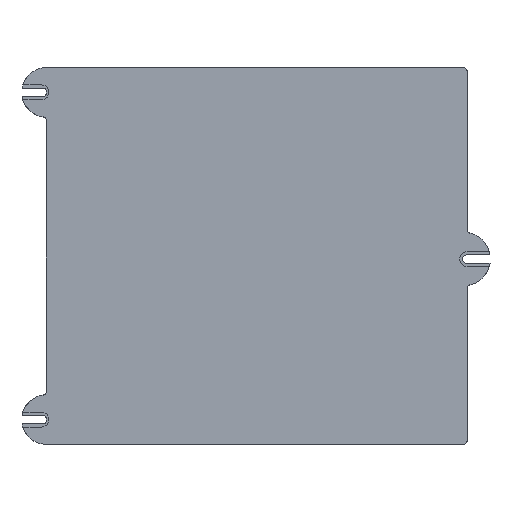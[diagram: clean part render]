
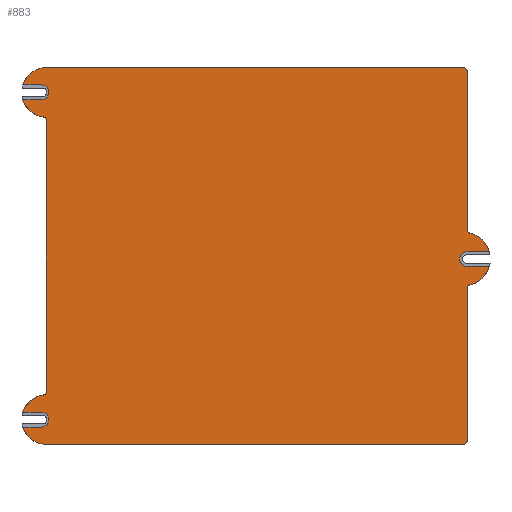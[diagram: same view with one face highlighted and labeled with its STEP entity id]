
A CAD part, top view. The second image highlights one B-rep face of the part: STEP entity #883.
In plain terms, the highlighted planar face has unit normal (0, 0, 1).
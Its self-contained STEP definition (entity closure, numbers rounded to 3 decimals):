
#15=CIRCLE('',#918,3.);
#23=CIRCLE('',#932,10.);
#25=CIRCLE('',#937,3.);
#33=CIRCLE('',#951,10.004);
#35=CIRCLE('',#956,3.);
#41=CIRCLE('',#967,10.798);
#43=CIRCLE('',#970,1.5);
#45=CIRCLE('',#974,10.);
#46=CIRCLE('',#975,1.5);
#47=CIRCLE('',#976,10.798);
#48=CIRCLE('',#977,1.5);
#49=CIRCLE('',#978,1.5);
#50=CIRCLE('',#979,10.004);
#51=CIRCLE('',#980,1.5);
#52=CIRCLE('',#981,1.5);
#109=FACE_OUTER_BOUND('',#155,.T.);
#155=EDGE_LOOP('',(#699,#700,#701,#702,#703,#704,#705,#706,#707,#708,#709,
#710,#711,#712,#713,#714,#715,#716,#717,#718,#719,#720,#721,#722,#723,#724,
#725,#726));
#173=LINE('',#1283,#259);
#177=LINE('',#1292,#263);
#192=LINE('',#1342,#278);
#196=LINE('',#1351,#282);
#211=LINE('',#1401,#297);
#215=LINE('',#1410,#301);
#230=LINE('',#1460,#316);
#233=LINE('',#1467,#319);
#234=LINE('',#1469,#320);
#235=LINE('',#1476,#321);
#236=LINE('',#1478,#322);
#237=LINE('',#1481,#323);
#238=LINE('',#1487,#324);
#259=VECTOR('',#1011,10.);
#263=VECTOR('',#1017,10.);
#278=VECTOR('',#1068,10.);
#282=VECTOR('',#1074,10.);
#297=VECTOR('',#1125,10.);
#301=VECTOR('',#1131,10.);
#316=VECTOR('',#1182,10.);
#319=VECTOR('',#1189,10.);
#320=VECTOR('',#1190,10.);
#321=VECTOR('',#1197,10.);
#322=VECTOR('',#1198,10.);
#323=VECTOR('',#1201,10.);
#324=VECTOR('',#1206,10.);
#345=VERTEX_POINT('',#1281);
#346=VERTEX_POINT('',#1282);
#349=VERTEX_POINT('',#1290);
#350=VERTEX_POINT('',#1291);
#364=VERTEX_POINT('',#1334);
#366=VERTEX_POINT('',#1340);
#367=VERTEX_POINT('',#1341);
#370=VERTEX_POINT('',#1349);
#371=VERTEX_POINT('',#1350);
#385=VERTEX_POINT('',#1393);
#387=VERTEX_POINT('',#1399);
#388=VERTEX_POINT('',#1400);
#391=VERTEX_POINT('',#1408);
#392=VERTEX_POINT('',#1409);
#403=VERTEX_POINT('',#1444);
#405=VERTEX_POINT('',#1450);
#406=VERTEX_POINT('',#1451);
#409=VERTEX_POINT('',#1459);
#411=VERTEX_POINT('',#1466);
#412=VERTEX_POINT('',#1468);
#413=VERTEX_POINT('',#1471);
#414=VERTEX_POINT('',#1473);
#415=VERTEX_POINT('',#1475);
#416=VERTEX_POINT('',#1477);
#417=VERTEX_POINT('',#1479);
#418=VERTEX_POINT('',#1482);
#419=VERTEX_POINT('',#1484);
#420=VERTEX_POINT('',#1486);
#433=EDGE_CURVE('',#345,#346,#173,.T.);
#437=EDGE_CURVE('',#349,#350,#177,.T.);
#441=EDGE_CURVE('',#346,#349,#15,.T.);
#459=EDGE_CURVE('',#364,#345,#23,.T.);
#462=EDGE_CURVE('',#366,#367,#192,.T.);
#466=EDGE_CURVE('',#370,#371,#196,.T.);
#470=EDGE_CURVE('',#367,#370,#25,.T.);
#488=EDGE_CURVE('',#385,#366,#33,.T.);
#491=EDGE_CURVE('',#387,#388,#211,.T.);
#495=EDGE_CURVE('',#391,#392,#215,.T.);
#499=EDGE_CURVE('',#388,#391,#35,.T.);
#513=EDGE_CURVE('',#403,#387,#41,.T.);
#516=EDGE_CURVE('',#405,#406,#43,.T.);
#520=EDGE_CURVE('',#409,#406,#230,.T.);
#523=EDGE_CURVE('',#350,#409,#45,.T.);
#524=EDGE_CURVE('',#405,#411,#233,.T.);
#525=EDGE_CURVE('',#411,#412,#234,.T.);
#526=EDGE_CURVE('',#403,#412,#46,.T.);
#527=EDGE_CURVE('',#392,#413,#47,.T.);
#528=EDGE_CURVE('',#414,#413,#48,.T.);
#529=EDGE_CURVE('',#414,#415,#235,.T.);
#530=EDGE_CURVE('',#415,#416,#236,.T.);
#531=EDGE_CURVE('',#417,#416,#49,.T.);
#532=EDGE_CURVE('',#417,#385,#237,.T.);
#533=EDGE_CURVE('',#371,#418,#50,.T.);
#534=EDGE_CURVE('',#419,#418,#51,.T.);
#535=EDGE_CURVE('',#419,#420,#238,.T.);
#536=EDGE_CURVE('',#364,#420,#52,.T.);
#699=ORIENTED_EDGE('',*,*,#437,.T.);
#700=ORIENTED_EDGE('',*,*,#523,.T.);
#701=ORIENTED_EDGE('',*,*,#520,.T.);
#702=ORIENTED_EDGE('',*,*,#516,.F.);
#703=ORIENTED_EDGE('',*,*,#524,.T.);
#704=ORIENTED_EDGE('',*,*,#525,.T.);
#705=ORIENTED_EDGE('',*,*,#526,.F.);
#706=ORIENTED_EDGE('',*,*,#513,.T.);
#707=ORIENTED_EDGE('',*,*,#491,.T.);
#708=ORIENTED_EDGE('',*,*,#499,.T.);
#709=ORIENTED_EDGE('',*,*,#495,.T.);
#710=ORIENTED_EDGE('',*,*,#527,.T.);
#711=ORIENTED_EDGE('',*,*,#528,.F.);
#712=ORIENTED_EDGE('',*,*,#529,.T.);
#713=ORIENTED_EDGE('',*,*,#530,.T.);
#714=ORIENTED_EDGE('',*,*,#531,.F.);
#715=ORIENTED_EDGE('',*,*,#532,.T.);
#716=ORIENTED_EDGE('',*,*,#488,.T.);
#717=ORIENTED_EDGE('',*,*,#462,.T.);
#718=ORIENTED_EDGE('',*,*,#470,.T.);
#719=ORIENTED_EDGE('',*,*,#466,.T.);
#720=ORIENTED_EDGE('',*,*,#533,.T.);
#721=ORIENTED_EDGE('',*,*,#534,.F.);
#722=ORIENTED_EDGE('',*,*,#535,.T.);
#723=ORIENTED_EDGE('',*,*,#536,.F.);
#724=ORIENTED_EDGE('',*,*,#459,.T.);
#725=ORIENTED_EDGE('',*,*,#433,.T.);
#726=ORIENTED_EDGE('',*,*,#441,.T.);
#845=PLANE('',#973);
#883=ADVANCED_FACE('',(#109),#845,.T.);
#918=AXIS2_PLACEMENT_3D('',#1299,#1023,#1024);
#932=AXIS2_PLACEMENT_3D('',#1335,#1061,#1062);
#937=AXIS2_PLACEMENT_3D('',#1358,#1080,#1081);
#951=AXIS2_PLACEMENT_3D('',#1394,#1118,#1119);
#956=AXIS2_PLACEMENT_3D('',#1417,#1137,#1138);
#967=AXIS2_PLACEMENT_3D('',#1445,#1167,#1168);
#970=AXIS2_PLACEMENT_3D('',#1452,#1174,#1175);
#973=AXIS2_PLACEMENT_3D('',#1464,#1185,#1186);
#974=AXIS2_PLACEMENT_3D('',#1465,#1187,#1188);
#975=AXIS2_PLACEMENT_3D('',#1470,#1191,#1192);
#976=AXIS2_PLACEMENT_3D('',#1472,#1193,#1194);
#977=AXIS2_PLACEMENT_3D('',#1474,#1195,#1196);
#978=AXIS2_PLACEMENT_3D('',#1480,#1199,#1200);
#979=AXIS2_PLACEMENT_3D('',#1483,#1202,#1203);
#980=AXIS2_PLACEMENT_3D('',#1485,#1204,#1205);
#981=AXIS2_PLACEMENT_3D('',#1488,#1207,#1208);
#1011=DIRECTION('',(1.,0.,0.));
#1017=DIRECTION('',(-1.,0.,0.));
#1023=DIRECTION('center_axis',(0.,0.,-1.));
#1024=DIRECTION('ref_axis',(-1.,0.,0.));
#1061=DIRECTION('center_axis',(0.,0.,1.));
#1062=DIRECTION('ref_axis',(0.,1.,0.));
#1068=DIRECTION('',(1.,0.,0.));
#1074=DIRECTION('',(-1.,0.,0.));
#1080=DIRECTION('center_axis',(0.,0.,-1.));
#1081=DIRECTION('ref_axis',(-1.,0.,0.));
#1118=DIRECTION('center_axis',(0.,0.,1.));
#1119=DIRECTION('ref_axis',(0.,1.,0.));
#1125=DIRECTION('',(-1.,0.,0.));
#1131=DIRECTION('',(1.,0.,0.));
#1137=DIRECTION('center_axis',(0.,0.,-1.));
#1138=DIRECTION('ref_axis',(-1.,0.,0.));
#1167=DIRECTION('center_axis',(0.,0.,1.));
#1168=DIRECTION('ref_axis',(0.16,-0.987,0.));
#1174=DIRECTION('center_axis',(0.,0.,-1.));
#1175=DIRECTION('ref_axis',(0.707,-0.707,0.));
#1182=DIRECTION('',(1.,0.,0.));
#1185=DIRECTION('center_axis',(0.,0.,1.));
#1186=DIRECTION('ref_axis',(1.,0.,0.));
#1187=DIRECTION('center_axis',(0.,0.,1.));
#1188=DIRECTION('ref_axis',(0.,1.,0.));
#1189=DIRECTION('',(0.,1.,0.));
#1190=DIRECTION('',(0.307,0.952,0.));
#1191=DIRECTION('center_axis',(0.,0.,1.));
#1192=DIRECTION('ref_axis',(-0.68,0.733,0.));
#1193=DIRECTION('center_axis',(0.,0.,1.));
#1194=DIRECTION('ref_axis',(0.16,-0.987,0.));
#1195=DIRECTION('center_axis',(0.,0.,1.));
#1196=DIRECTION('ref_axis',(-0.685,-0.729,0.));
#1197=DIRECTION('',(-0.296,0.955,0.));
#1198=DIRECTION('',(0.,1.,0.));
#1199=DIRECTION('center_axis',(0.,0.,-1.));
#1200=DIRECTION('ref_axis',(0.707,0.707,0.));
#1201=DIRECTION('',(-1.,0.,0.));
#1202=DIRECTION('center_axis',(0.,0.,1.));
#1203=DIRECTION('ref_axis',(0.,1.,0.));
#1204=DIRECTION('center_axis',(0.,0.,1.));
#1205=DIRECTION('ref_axis',(0.752,0.659,0.));
#1206=DIRECTION('',(0.,-1.,0.));
#1207=DIRECTION('center_axis',(0.,0.,1.));
#1208=DIRECTION('ref_axis',(0.752,-0.659,0.));
#1281=CARTESIAN_POINT('',(-73.54,-61.998,6.));
#1282=CARTESIAN_POINT('',(-65.969,-61.998,6.));
#1283=CARTESIAN_POINT('',(-26.318,-61.998,6.));
#1290=CARTESIAN_POINT('',(-65.969,-67.998,6.));
#1291=CARTESIAN_POINT('',(-73.539,-67.999,6.));
#1292=CARTESIAN_POINT('',(-22.527,-67.991,6.));
#1299=CARTESIAN_POINT('Origin',(-66.,-64.998,6.));
#1334=CARTESIAN_POINT('',(-65.304,-55.083,6.));
#1335=CARTESIAN_POINT('Origin',(-64.,-64.998,6.));
#1340=CARTESIAN_POINT('',(-73.543,70.498,6.));
#1341=CARTESIAN_POINT('',(-66.,70.498,6.));
#1342=CARTESIAN_POINT('',(-26.32,70.498,6.));
#1349=CARTESIAN_POINT('',(-65.901,64.5,6.));
#1350=CARTESIAN_POINT('',(-73.544,64.5,6.));
#1351=CARTESIAN_POINT('',(-22.499,64.5,6.));
#1358=CARTESIAN_POINT('Origin',(-66.,67.498,6.));
#1393=CARTESIAN_POINT('',(-64.,77.502,6.));
#1394=CARTESIAN_POINT('Origin',(-64.,67.498,6.));
#1399=CARTESIAN_POINT('',(115.373,-3.,6.));
#1400=CARTESIAN_POINT('',(106.365,-3.,6.));
#1401=CARTESIAN_POINT('',(68.138,-3.,6.));
#1408=CARTESIAN_POINT('',(106.365,3.,6.));
#1409=CARTESIAN_POINT('',(115.373,3.,6.));
#1410=CARTESIAN_POINT('',(63.634,3.,6.));
#1417=CARTESIAN_POINT('Origin',(106.365,0.,6.));
#1444=CARTESIAN_POINT('',(107.536,-10.496,6.));
#1445=CARTESIAN_POINT('Origin',(105.,0.,6.));
#1450=CARTESIAN_POINT('',(106.365,-73.498,6.));
#1451=CARTESIAN_POINT('',(104.865,-74.998,6.));
#1452=CARTESIAN_POINT('Origin',(104.865,-73.498,6.));
#1459=CARTESIAN_POINT('',(-64.,-74.998,6.));
#1460=CARTESIAN_POINT('',(86.,-74.998,6.));
#1464=CARTESIAN_POINT('Origin',(20.903,1.252,6.));
#1465=CARTESIAN_POINT('Origin',(-64.,-64.998,6.));
#1466=CARTESIAN_POINT('',(106.365,-11.791,6.));
#1467=CARTESIAN_POINT('',(106.365,-74.998,6.));
#1468=CARTESIAN_POINT('',(106.461,-11.494,6.));
#1469=CARTESIAN_POINT('',(106.73,-10.658,6.));
#1470=CARTESIAN_POINT('Origin',(107.888,-11.954,6.));
#1471=CARTESIAN_POINT('',(107.546,10.493,6.));
#1472=CARTESIAN_POINT('Origin',(105.,0.,6.));
#1473=CARTESIAN_POINT('',(106.467,11.507,6.));
#1474=CARTESIAN_POINT('Origin',(107.899,11.951,6.));
#1475=CARTESIAN_POINT('',(106.365,11.835,6.));
#1476=CARTESIAN_POINT('',(106.73,10.658,6.));
#1477=CARTESIAN_POINT('',(106.365,76.002,6.));
#1478=CARTESIAN_POINT('',(106.365,-74.998,6.));
#1479=CARTESIAN_POINT('',(104.865,77.502,6.));
#1480=CARTESIAN_POINT('Origin',(104.865,76.002,6.));
#1481=CARTESIAN_POINT('',(-64.,77.502,6.));
#1482=CARTESIAN_POINT('',(-65.304,57.58,6.));
#1483=CARTESIAN_POINT('Origin',(-64.,67.498,6.));
#1484=CARTESIAN_POINT('',(-64.,56.093,6.));
#1485=CARTESIAN_POINT('Origin',(-65.5,56.093,6.));
#1486=CARTESIAN_POINT('',(-64.,-53.596,6.));
#1487=CARTESIAN_POINT('',(-64.,-54.998,6.));
#1488=CARTESIAN_POINT('Origin',(-65.5,-53.596,6.));
